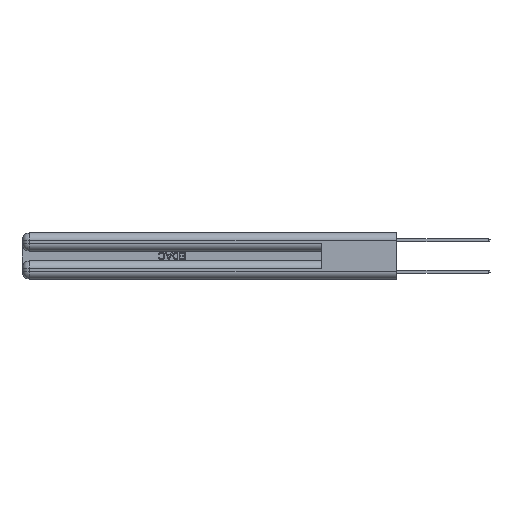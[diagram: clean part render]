
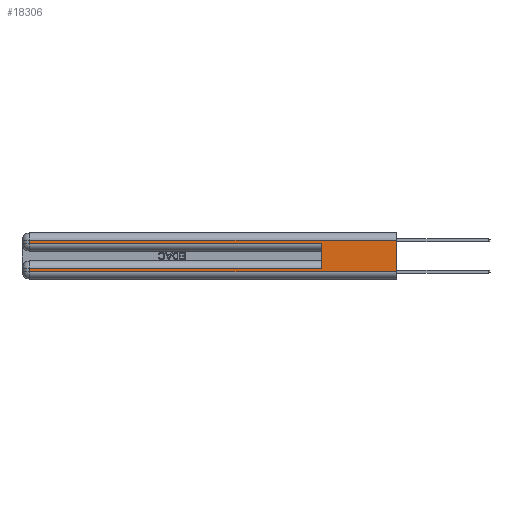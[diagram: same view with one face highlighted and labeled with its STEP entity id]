
A CAD part, left-side view. The second image highlights one B-rep face of the part: STEP entity #18306.
In plain terms, the highlighted planar face has unit normal (-1, 0, 0).
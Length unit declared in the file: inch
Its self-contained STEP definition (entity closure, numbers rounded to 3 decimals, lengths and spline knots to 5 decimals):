
#456 = DIRECTION ( 'NONE',  ( 0., 0., -1. ) ) ;
#1152 = EDGE_CURVE ( 'NONE', #28616, #31578, #23069, .T. ) ;
#1648 = LINE ( 'NONE', #23810, #33276 ) ;
#3326 = CARTESIAN_POINT ( 'NONE',  ( 0., 2.94, 0.37 ) ) ;
#3514 = CARTESIAN_POINT ( 'NONE',  ( 0., 0.6, 0.085 ) ) ;
#3646 = DIRECTION ( 'NONE',  ( 0., 1., 0. ) ) ;
#4198 = ORIENTED_EDGE ( 'NONE', *, *, #20606, .T. ) ;
#5766 = VECTOR ( 'NONE', #456, 39.37008 ) ;
#6892 = ORIENTED_EDGE ( 'NONE', *, *, #9106, .T. ) ;
#8161 = EDGE_LOOP ( 'NONE', ( #32884, #25415, #27867, #29299, #14201, #4198, #8384, #6892 ) ) ;
#8384 = ORIENTED_EDGE ( 'NONE', *, *, #35524, .T. ) ;
#8849 = VERTEX_POINT ( 'NONE', #21329 ) ;
#9065 = DIRECTION ( 'NONE',  ( 0., 1., 0. ) ) ;
#9106 = EDGE_CURVE ( 'NONE', #8849, #16569, #14356, .T. ) ;
#9626 = VERTEX_POINT ( 'NONE', #3514 ) ;
#9877 = DIRECTION ( 'NONE',  ( 0., 0., -1. ) ) ;
#10054 = LINE ( 'NONE', #35489, #20268 ) ;
#10721 = DIRECTION ( 'NONE',  ( 1., 0., 0. ) ) ;
#11276 = CARTESIAN_POINT ( 'NONE',  ( 0., 2.94, 0.37 ) ) ;
#11613 = VECTOR ( 'NONE', #9065, 39.37008 ) ;
#11636 = VECTOR ( 'NONE', #22398, 39.37008 ) ;
#13345 = CARTESIAN_POINT ( 'NONE',  ( 0., 2.94, 0.31 ) ) ;
#13483 = PLANE ( 'NONE',  #27332 ) ;
#14051 = CARTESIAN_POINT ( 'NONE',  ( 0., 0.6, 0.285 ) ) ;
#14201 = ORIENTED_EDGE ( 'NONE', *, *, #21656, .F. ) ;
#14356 = LINE ( 'NONE', #31043, #18164 ) ;
#14767 = CARTESIAN_POINT ( 'NONE',  ( 0., 0., 0.085 ) ) ;
#15202 = CARTESIAN_POINT ( 'NONE',  ( 0., 0., 0.06 ) ) ;
#16569 = VERTEX_POINT ( 'NONE', #15202 ) ;
#16873 = LINE ( 'NONE', #33378, #23861 ) ;
#17021 = CARTESIAN_POINT ( 'NONE',  ( 0., 2.94, 0.285 ) ) ;
#17077 = LINE ( 'NONE', #3326, #11636 ) ;
#18164 = VECTOR ( 'NONE', #27917, 39.37008 ) ;
#18306 = ADVANCED_FACE ( 'NONE', ( #32498 ), #13483, .F. ) ;
#18763 = VERTEX_POINT ( 'NONE', #17021 ) ;
#20099 = EDGE_CURVE ( 'NONE', #18763, #29561, #16873, .T. ) ;
#20268 = VECTOR ( 'NONE', #9877, 39.37008 ) ;
#20606 = EDGE_CURVE ( 'NONE', #9626, #34321, #34709, .T. ) ;
#21329 = CARTESIAN_POINT ( 'NONE',  ( 0., 2.94, 0.06 ) ) ;
#21656 = EDGE_CURVE ( 'NONE', #9626, #29561, #1648, .T. ) ;
#22398 = DIRECTION ( 'NONE',  ( 0., 0., -1. ) ) ;
#23069 = LINE ( 'NONE', #34756, #30572 ) ;
#23632 = DIRECTION ( 'NONE',  ( 0., 0., 1. ) ) ;
#23810 = CARTESIAN_POINT ( 'NONE',  ( 0., 0.6, 0.145 ) ) ;
#23861 = VECTOR ( 'NONE', #25126, 39.37008 ) ;
#24804 = EDGE_CURVE ( 'NONE', #31578, #18763, #33791, .T. ) ;
#25126 = DIRECTION ( 'NONE',  ( 0., -1., 0. ) ) ;
#25415 = ORIENTED_EDGE ( 'NONE', *, *, #1152, .T. ) ;
#27189 = CARTESIAN_POINT ( 'NONE',  ( 0., 0., 0.37 ) ) ;
#27313 = CARTESIAN_POINT ( 'NONE',  ( 0., 2.94, 0.085 ) ) ;
#27332 = AXIS2_PLACEMENT_3D ( 'NONE', #27189, #10721, #32880 ) ;
#27867 = ORIENTED_EDGE ( 'NONE', *, *, #24804, .T. ) ;
#27917 = DIRECTION ( 'NONE',  ( 0., -1., 0. ) ) ;
#28616 = VERTEX_POINT ( 'NONE', #35913 ) ;
#29299 = ORIENTED_EDGE ( 'NONE', *, *, #20099, .T. ) ;
#29561 = VERTEX_POINT ( 'NONE', #14051 ) ;
#30572 = VECTOR ( 'NONE', #3646, 39.37008 ) ;
#31043 = CARTESIAN_POINT ( 'NONE',  ( 0., 0., 0.06 ) ) ;
#31543 = EDGE_CURVE ( 'NONE', #28616, #16569, #10054, .T. ) ;
#31578 = VERTEX_POINT ( 'NONE', #13345 ) ;
#32498 = FACE_OUTER_BOUND ( 'NONE', #8161, .T. ) ;
#32880 = DIRECTION ( 'NONE',  ( 0., 0., -1. ) ) ;
#32884 = ORIENTED_EDGE ( 'NONE', *, *, #31543, .F. ) ;
#33276 = VECTOR ( 'NONE', #23632, 39.37008 ) ;
#33378 = CARTESIAN_POINT ( 'NONE',  ( 0., 0., 0.285 ) ) ;
#33791 = LINE ( 'NONE', #11276, #5766 ) ;
#34321 = VERTEX_POINT ( 'NONE', #27313 ) ;
#34709 = LINE ( 'NONE', #14767, #11613 ) ;
#34756 = CARTESIAN_POINT ( 'NONE',  ( 0., 0., 0.31 ) ) ;
#35489 = CARTESIAN_POINT ( 'NONE',  ( 0., 0., 0.37 ) ) ;
#35524 = EDGE_CURVE ( 'NONE', #34321, #8849, #17077, .T. ) ;
#35913 = CARTESIAN_POINT ( 'NONE',  ( 0., 0., 0.31 ) ) ;
